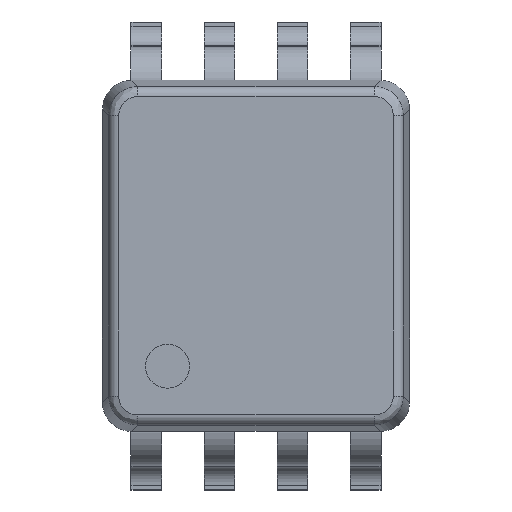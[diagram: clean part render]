
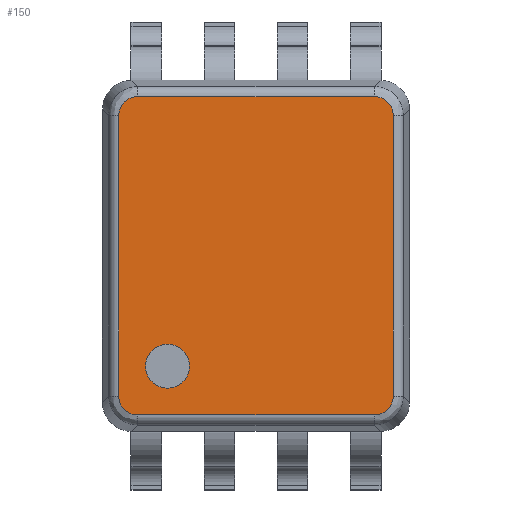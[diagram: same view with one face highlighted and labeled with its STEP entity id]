
A CAD part, top view. The second image highlights one B-rep face of the part: STEP entity #150.
In plain terms, the highlighted planar face has unit normal (0, 0, 1).
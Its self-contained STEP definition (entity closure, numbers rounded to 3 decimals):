
#150=ADVANCED_FACE('',(#1591,#1593),#1595,.T.);
#1591=FACE_BOUND('',#1592,.T.);
#1592=EDGE_LOOP('',(#2822,#2823,#2824,#2825,#2826,#2827,#2828,#2829));
#1593=FACE_BOUND('',#1594,.T.);
#1594=EDGE_LOOP('',(#2830));
#1595=PLANE('',#1596);
#1596=AXIS2_PLACEMENT_3D('',#1597,#1598,#1599);
#1597=CARTESIAN_POINT('',(0.,0.,0.9));
#1598=DIRECTION('',(0.,0.,1.));
#1599=DIRECTION('',(1.,0.,0.));
#2822=ORIENTED_EDGE('',*,*,#3640,.T.);
#2823=ORIENTED_EDGE('',*,*,#3641,.F.);
#2824=ORIENTED_EDGE('',*,*,#3642,.T.);
#2825=ORIENTED_EDGE('',*,*,#3643,.F.);
#2826=ORIENTED_EDGE('',*,*,#3644,.T.);
#2827=ORIENTED_EDGE('',*,*,#3645,.F.);
#2828=ORIENTED_EDGE('',*,*,#3646,.T.);
#2829=ORIENTED_EDGE('',*,*,#3647,.F.);
#2830=ORIENTED_EDGE('',*,*,#3639,.F.);
#3639=EDGE_CURVE('',#4064,#4064,#4065,.T.);
#3640=EDGE_CURVE('',#4066,#4067,#4068,.T.);
#3641=EDGE_CURVE('',#4069,#4067,#4070,.F.);
#3642=EDGE_CURVE('',#4069,#4071,#4072,.T.);
#3643=EDGE_CURVE('',#4073,#4071,#4074,.F.);
#3644=EDGE_CURVE('',#4073,#4075,#4076,.T.);
#3645=EDGE_CURVE('',#4077,#4075,#4078,.F.);
#3646=EDGE_CURVE('',#4077,#4079,#4080,.T.);
#3647=EDGE_CURVE('',#4066,#4079,#4081,.F.);
#4064=VERTEX_POINT('',#4826);
#4065=CIRCLE('',#4827,0.15);
#4066=VERTEX_POINT('',#4831);
#4067=VERTEX_POINT('',#4832);
#4068=LINE('',#4833,#4834);
#4069=VERTEX_POINT('',#4836);
#4070=(BOUNDED_CURVE()B_SPLINE_CURVE(3,
(#4837,#4838,#4839,#4840),
.UNSPECIFIED.,.F.,.F.)B_SPLINE_CURVE_WITH_KNOTS((4,4),
(0.,1.),
.UNSPECIFIED.)CURVE()GEOMETRIC_REPRESENTATION_ITEM()RATIONAL_B_SPLINE_CURVE((1.,
0.812,0.812,1.))REPRESENTATION_ITEM(''));
#4071=VERTEX_POINT('',#4841);
#4072=LINE('',#4842,#4843);
#4073=VERTEX_POINT('',#4845);
#4074=(BOUNDED_CURVE()B_SPLINE_CURVE(3,
(#4846,#4847,#4848,#4849),
.UNSPECIFIED.,.F.,.F.)B_SPLINE_CURVE_WITH_KNOTS((4,4),
(0.,1.),
.UNSPECIFIED.)CURVE()GEOMETRIC_REPRESENTATION_ITEM()RATIONAL_B_SPLINE_CURVE((1.,
0.812,0.812,1.))REPRESENTATION_ITEM(''));
#4075=VERTEX_POINT('',#4850);
#4076=LINE('',#4851,#4852);
#4077=VERTEX_POINT('',#4854);
#4078=(BOUNDED_CURVE()B_SPLINE_CURVE(3,
(#4855,#4856,#4857,#4858),
.UNSPECIFIED.,.F.,.F.)B_SPLINE_CURVE_WITH_KNOTS((4,4),
(0.,1.),
.UNSPECIFIED.)CURVE()GEOMETRIC_REPRESENTATION_ITEM()RATIONAL_B_SPLINE_CURVE((1.,
0.812,0.812,1.))REPRESENTATION_ITEM(''));
#4079=VERTEX_POINT('',#4859);
#4080=LINE('',#4860,#4861);
#4081=(BOUNDED_CURVE()B_SPLINE_CURVE(3,
(#4863,#4864,#4865,#4866),
.UNSPECIFIED.,.F.,.F.)B_SPLINE_CURVE_WITH_KNOTS((4,4),
(0.,1.),
.UNSPECIFIED.)CURVE()GEOMETRIC_REPRESENTATION_ITEM()RATIONAL_B_SPLINE_CURVE((1.,
0.812,0.812,1.))REPRESENTATION_ITEM(''));
#4826=CARTESIAN_POINT('',(-0.455,-0.755,0.9));
#4827=AXIS2_PLACEMENT_3D('',#4828,#4829,#4830);
#4828=CARTESIAN_POINT('',(-0.605,-0.755,0.9));
#4829=DIRECTION('',(0.,0.,1.));
#4830=DIRECTION('',(1.,0.,0.));
#4831=CARTESIAN_POINT('',(0.81,1.088,0.9));
#4832=CARTESIAN_POINT('',(-0.81,1.088,0.9));
#4833=CARTESIAN_POINT('',(0.81,1.088,0.9));
#4834=VECTOR('',#4835,1.);
#4835=DIRECTION('',(-1.,0.,0.));
#4836=CARTESIAN_POINT('',(-0.938,0.96,0.9));
#4837=CARTESIAN_POINT('',(-0.81,1.088,0.9));
#4838=CARTESIAN_POINT('',(-0.886,1.088,0.9));
#4839=CARTESIAN_POINT('',(-0.938,1.036,0.9));
#4840=CARTESIAN_POINT('',(-0.938,0.96,0.9));
#4841=CARTESIAN_POINT('',(-0.938,-0.96,0.9));
#4842=CARTESIAN_POINT('',(-0.938,0.96,0.9));
#4843=VECTOR('',#4844,1.);
#4844=DIRECTION('',(0.,-1.,0.));
#4845=CARTESIAN_POINT('',(-0.81,-1.088,0.9));
#4846=CARTESIAN_POINT('',(-0.938,-0.96,0.9));
#4847=CARTESIAN_POINT('',(-0.938,-1.036,0.9));
#4848=CARTESIAN_POINT('',(-0.886,-1.088,0.9));
#4849=CARTESIAN_POINT('',(-0.81,-1.088,0.9));
#4850=CARTESIAN_POINT('',(0.81,-1.088,0.9));
#4851=CARTESIAN_POINT('',(-0.81,-1.088,0.9));
#4852=VECTOR('',#4853,1.);
#4853=DIRECTION('',(1.,0.,0.));
#4854=CARTESIAN_POINT('',(0.938,-0.96,0.9));
#4855=CARTESIAN_POINT('',(0.81,-1.088,0.9));
#4856=CARTESIAN_POINT('',(0.886,-1.088,0.9));
#4857=CARTESIAN_POINT('',(0.938,-1.036,0.9));
#4858=CARTESIAN_POINT('',(0.938,-0.96,0.9));
#4859=CARTESIAN_POINT('',(0.938,0.96,0.9));
#4860=CARTESIAN_POINT('',(0.938,-0.96,0.9));
#4861=VECTOR('',#4862,1.);
#4862=DIRECTION('',(0.,1.,0.));
#4863=CARTESIAN_POINT('',(0.938,0.96,0.9));
#4864=CARTESIAN_POINT('',(0.938,1.036,0.9));
#4865=CARTESIAN_POINT('',(0.886,1.088,0.9));
#4866=CARTESIAN_POINT('',(0.81,1.088,0.9));
